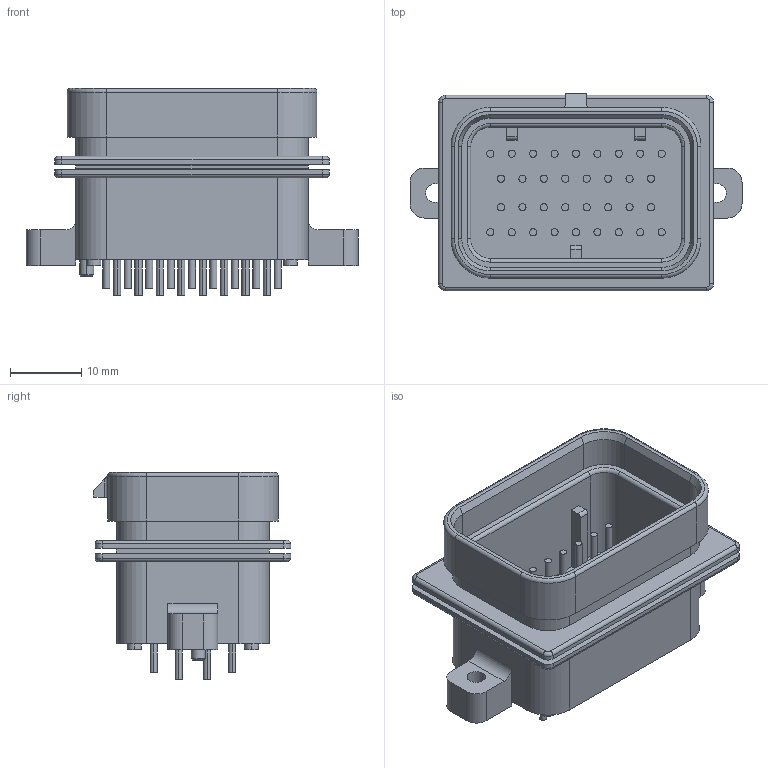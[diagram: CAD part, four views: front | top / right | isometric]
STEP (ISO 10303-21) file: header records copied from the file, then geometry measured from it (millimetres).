
FILE_DESCRIPTION(('STEP AP242'),'1');
FILE_NAME('2-6447232-3.stp','2022-08-17T07:10:50',('TraceParts'),('TraceParts S.A.'),'Spatial InterOp 3D',' ',' ');
FILE_SCHEMA(('AP242_MANAGED_MODEL_BASED_3D_ENGINEERING_MIM_LF {1 0 10303 442 1 1 4}'));
Length unit declared in the file: millimetre
Products named in the file (1): 2-6447232-3
Bounding box: 46.5 x 27.65 x 29 mm (x, y, z)
Volume: 7733.6 mm3; surface area: 9002.2 mm2
Topology: 1 solids, 1 shells, 420 faces, 962 edges, 624 vertices
Faces by surface type: cylinder 242, plane 148, cone 14, torus 14, bspline 2
Entity records: 16718 total; most frequent: DIRECTION 2312, CARTESIAN_POINT 2053, ORIENTED_EDGE 1924, EDGE_CURVE 962, AXIS2_PLACEMENT_3D 935, STYLED_ITEM 927, PRESENTATION_STYLE_ASSIGNMENT 927, COLOUR_RGB 927
